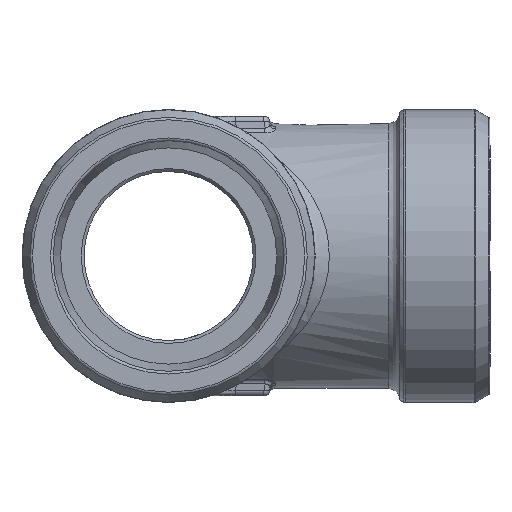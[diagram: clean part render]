
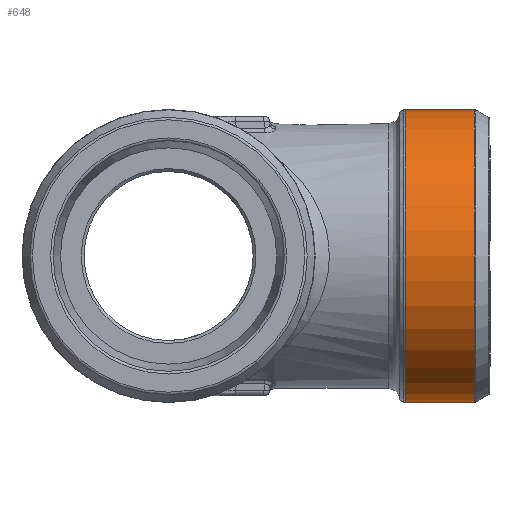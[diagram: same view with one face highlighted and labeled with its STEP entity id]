
A CAD part, left-side view. The second image highlights one B-rep face of the part: STEP entity #648.
In plain terms, the highlighted cylindrical face has radius 26 mm (diameter 52 mm), a full revolution.
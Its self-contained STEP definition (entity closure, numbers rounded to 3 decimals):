
#181=CYLINDRICAL_SURFACE('',#2755,26.);
#303=CIRCLE('',#2753,26.);
#304=CIRCLE('',#2754,26.);
#436=FACE_BOUND('',#1009,.T.);
#437=FACE_BOUND('',#1010,.T.);
#648=ADVANCED_FACE('',(#436,#437),#181,.T.);
#1009=EDGE_LOOP('',(#1775));
#1010=EDGE_LOOP('',(#1776));
#1775=ORIENTED_EDGE('',*,*,#2343,.T.);
#1776=ORIENTED_EDGE('',*,*,#2344,.T.);
#2007=VERTEX_POINT('',#7738);
#2008=VERTEX_POINT('',#7740);
#2343=EDGE_CURVE('',#2007,#2007,#303,.T.);
#2344=EDGE_CURVE('',#2008,#2008,#304,.T.);
#2753=AXIS2_PLACEMENT_3D('',#7737,#3341,#3342);
#2754=AXIS2_PLACEMENT_3D('',#7739,#3343,#3344);
#2755=AXIS2_PLACEMENT_3D('',#7741,#3345,#3346);
#3341=DIRECTION('',(0.,1.,0.));
#3342=DIRECTION('',(1.,0.,0.));
#3343=DIRECTION('',(0.,-1.,0.));
#3344=DIRECTION('',(1.,0.,0.));
#3345=DIRECTION('',(0.,-1.,0.));
#3346=DIRECTION('',(1.,0.,0.));
#7737=CARTESIAN_POINT('',(0.,-54.166,0.));
#7738=CARTESIAN_POINT('',(26.,-54.166,0.));
#7739=CARTESIAN_POINT('',(0.,-41.969,0.));
#7740=CARTESIAN_POINT('',(26.,-41.969,0.));
#7741=CARTESIAN_POINT('',(0.,-57.,0.));
